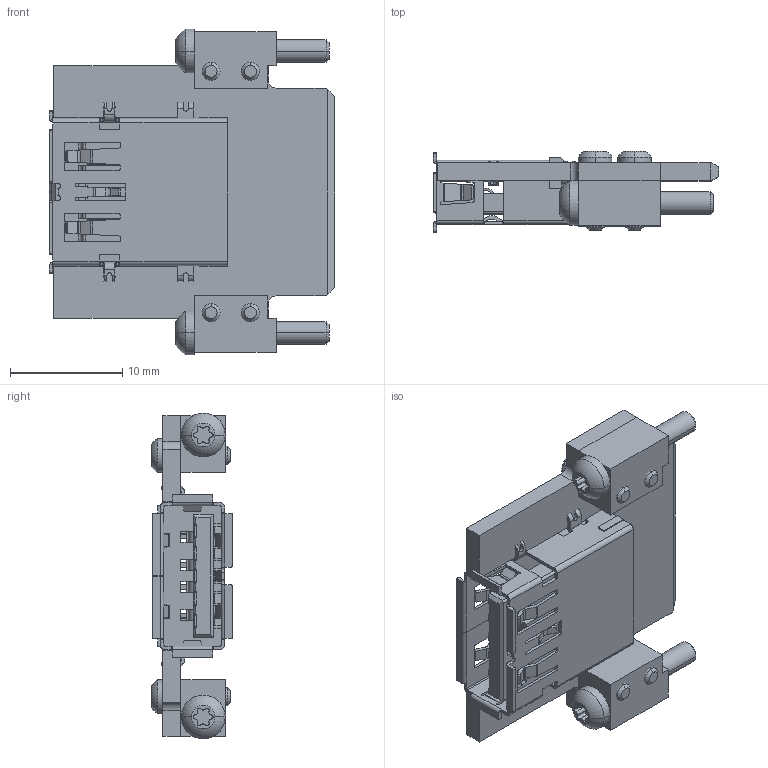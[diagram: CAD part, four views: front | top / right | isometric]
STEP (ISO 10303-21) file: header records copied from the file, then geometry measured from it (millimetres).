
FILE_DESCRIPTION (( 'STEP AP214' ), '1' );
FILE_NAME ('INGUN_116356.STEP', '2025-01-31T07:22:32', ( '' ), ( '' ), 'SwSTEP 2.0', 'SolidWorks 2023', '' );
FILE_SCHEMA (( 'AUTOMOTIVE_DESIGN' ));
Length unit declared in the file: millimetre
Products named in the file (12): INGUN_116356; ISO7380~n_M02,0x012; 55134~0_S; 116358~0; 116170~1_S; 55134_1~0; 55134_3~0; 55134_5~0; 116359~0_S; 55134_2~0; 55134_4~0; ISO7380~n_M01,6x006
Assembly tree (23 placements, depth 4):
  INGUN_116356
    116358~0
      116359~0_S
      55134~0_S
        55134_1~0
        55134_2~0  x4
        55134_3~0  x5
        55134_4~0
        55134_5~0
    116170~1_S  x2
    ISO7380~n_M02,0x012  x2
    ISO7380~n_M01,6x006  x4
Bounding box: 25.4 x 7.2 x 29 mm (x, y, z)
Volume: 1516 mm3; surface area: 4235.8 mm2
Topology: 21 solids, 21 shells, 1413 faces, 3995 edges, 2606 vertices
Faces by surface type: plane 918, cylinder 464, cone 12, torus 12, bspline 7
Entity records: 43732 total; most frequent: CARTESIAN_POINT 6861, ORIENTED_EDGE 5836, DIRECTION 5296, EDGE_CURVE 2918, LINE 2262, VECTOR 2262, VERTEX_POINT 1912, AXIS2_PLACEMENT_3D 1517
